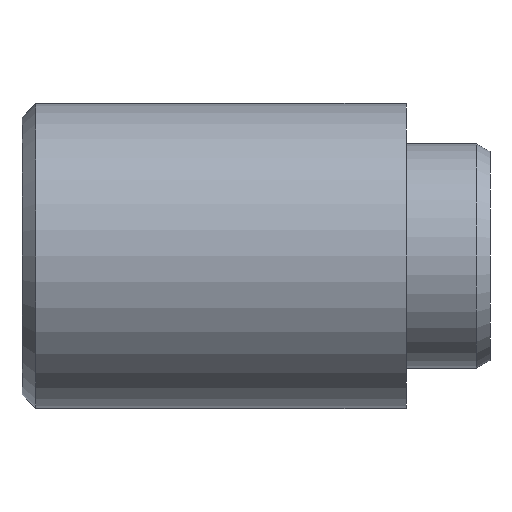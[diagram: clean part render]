
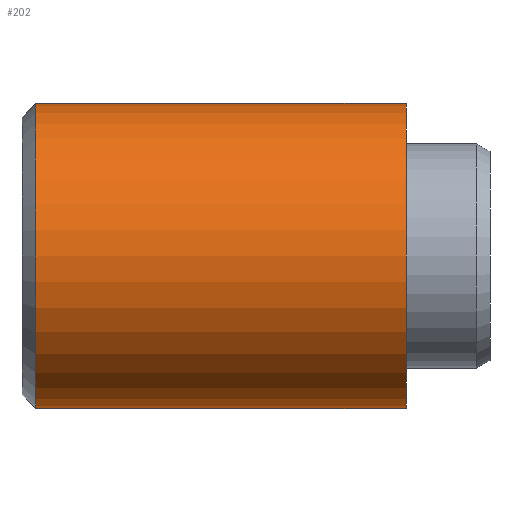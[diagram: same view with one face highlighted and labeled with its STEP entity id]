
A CAD part, left-side view. The second image highlights one B-rep face of the part: STEP entity #202.
In plain terms, the highlighted cylindrical face has radius 2.78 mm (diameter 5.56 mm), a partial arc.
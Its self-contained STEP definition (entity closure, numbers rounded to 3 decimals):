
#30 = EDGE_CURVE ( 'NONE', #227, #310, #79, .T. ) ;
#40 = DIRECTION ( 'NONE',  ( 0., 0., 1. ) ) ;
#68 = CARTESIAN_POINT ( 'NONE',  ( 0., 0., 0. ) ) ;
#72 = DIRECTION ( 'NONE',  ( 0., 1., 0. ) ) ;
#78 = ORIENTED_EDGE ( 'NONE', *, *, #30, .T. ) ;
#79 = CIRCLE ( 'NONE', #526, 2.78 ) ;
#84 = ORIENTED_EDGE ( 'NONE', *, *, #362, .T. ) ;
#99 = VERTEX_POINT ( 'NONE', #240 ) ;
#109 = DIRECTION ( 'NONE',  ( 0., -1., 0. ) ) ;
#114 = AXIS2_PLACEMENT_3D ( 'NONE', #445, #408, #40 ) ;
#149 = ORIENTED_EDGE ( 'NONE', *, *, #375, .F. ) ;
#155 = CARTESIAN_POINT ( 'NONE',  ( 0., 36.602, 2.78 ) ) ;
#176 = LINE ( 'NONE', #508, #472 ) ;
#195 = DIRECTION ( 'NONE',  ( 0., 0., 1. ) ) ;
#202 = ADVANCED_FACE ( 'NONE', ( #374 ), #252, .T. ) ;
#209 = CIRCLE ( 'NONE', #344, 2.78 ) ;
#220 = CARTESIAN_POINT ( 'NONE',  ( 0., 6.75, -2.78 ) ) ;
#227 = VERTEX_POINT ( 'NONE', #256 ) ;
#240 = CARTESIAN_POINT ( 'NONE',  ( 0., 6.75, 2.78 ) ) ;
#241 = CARTESIAN_POINT ( 'NONE',  ( 0., 6.75, 0. ) ) ;
#252 = CYLINDRICAL_SURFACE ( 'NONE', #114, 2.78 ) ;
#256 = CARTESIAN_POINT ( 'NONE',  ( 0., 0., -2.78 ) ) ;
#271 = EDGE_LOOP ( 'NONE', ( #149, #78, #292, #84 ) ) ;
#292 = ORIENTED_EDGE ( 'NONE', *, *, #529, .T. ) ;
#310 = VERTEX_POINT ( 'NONE', #403 ) ;
#328 = VERTEX_POINT ( 'NONE', #220 ) ;
#344 = AXIS2_PLACEMENT_3D ( 'NONE', #241, #109, #428 ) ;
#362 = EDGE_CURVE ( 'NONE', #99, #328, #209, .T. ) ;
#374 = FACE_OUTER_BOUND ( 'NONE', #271, .T. ) ;
#375 = EDGE_CURVE ( 'NONE', #227, #328, #176, .T. ) ;
#403 = CARTESIAN_POINT ( 'NONE',  ( 0., 0., 2.78 ) ) ;
#408 = DIRECTION ( 'NONE',  ( 0., 1., 0. ) ) ;
#428 = DIRECTION ( 'NONE',  ( 0., 0., -1. ) ) ;
#434 = DIRECTION ( 'NONE',  ( 0., 1., 0. ) ) ;
#436 = LINE ( 'NONE', #155, #441 ) ;
#441 = VECTOR ( 'NONE', #72, 1000. ) ;
#445 = CARTESIAN_POINT ( 'NONE',  ( 0., 36.602, 0. ) ) ;
#472 = VECTOR ( 'NONE', #506, 1000. ) ;
#506 = DIRECTION ( 'NONE',  ( 0., 1., 0. ) ) ;
#508 = CARTESIAN_POINT ( 'NONE',  ( 0., 36.602, -2.78 ) ) ;
#526 = AXIS2_PLACEMENT_3D ( 'NONE', #68, #434, #195 ) ;
#529 = EDGE_CURVE ( 'NONE', #310, #99, #436, .T. ) ;
